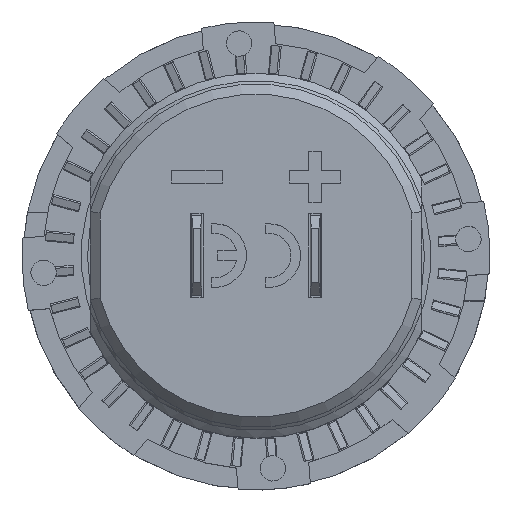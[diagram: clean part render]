
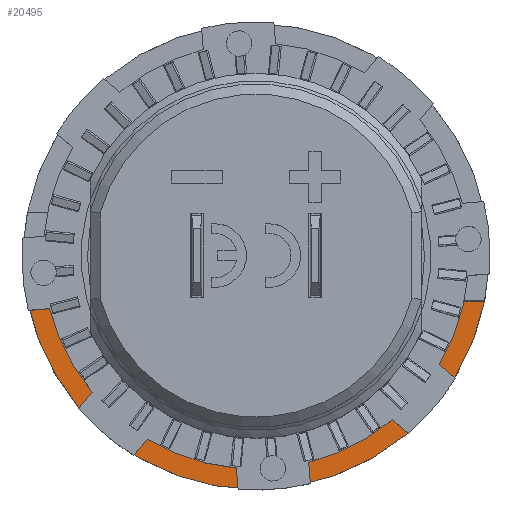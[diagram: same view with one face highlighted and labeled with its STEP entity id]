
A CAD part, top view. The second image highlights one B-rep face of the part: STEP entity #20495.
In plain terms, the highlighted face is planar.
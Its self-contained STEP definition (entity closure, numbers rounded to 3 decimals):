
#778=PLANE('',#22332);
#2320=FACE_OUTER_BOUND('',#3558,.T.);
#3558=EDGE_LOOP('',(#18176,#18177,#18178,#18179));
#5411=LINE('',#34576,#7351);
#5412=LINE('',#34577,#7352);
#7351=VECTOR('',#27136,1000.);
#7352=VECTOR('',#27137,1000.);
#8296=CIRCLE('',#22299,16.55);
#8297=CIRCLE('',#22301,18.3);
#9898=VERTEX_POINT('',#33143);
#9899=VERTEX_POINT('',#33145);
#9900=VERTEX_POINT('',#33149);
#9901=VERTEX_POINT('',#33150);
#12665=EDGE_CURVE('',#9898,#9899,#8296,.T.);
#12667=EDGE_CURVE('',#9900,#9901,#8297,.T.);
#12866=EDGE_CURVE('',#9898,#9901,#5411,.T.);
#12867=EDGE_CURVE('',#9899,#9900,#5412,.T.);
#18176=ORIENTED_EDGE('',*,*,#12866,.T.);
#18177=ORIENTED_EDGE('',*,*,#12667,.F.);
#18178=ORIENTED_EDGE('',*,*,#12867,.F.);
#18179=ORIENTED_EDGE('',*,*,#12665,.F.);
#20495=ADVANCED_FACE('',(#2320),#778,.F.);
#22299=AXIS2_PLACEMENT_3D('',#33146,#26983,#26984);
#22301=AXIS2_PLACEMENT_3D('',#33151,#26988,#26989);
#22332=AXIS2_PLACEMENT_3D('',#34575,#27134,#27135);
#26983=DIRECTION('center_axis',(0.,-1.,0.));
#26984=DIRECTION('ref_axis',(0.,0.,-1.));
#26988=DIRECTION('center_axis',(0.,1.,0.));
#26989=DIRECTION('ref_axis',(0.,0.,1.));
#27134=DIRECTION('center_axis',(0.,1.,0.));
#27135=DIRECTION('ref_axis',(0.,0.,1.));
#27136=DIRECTION('',(-1.,0.,0.));
#27137=DIRECTION('',(1.,0.,0.));
#33143=CARTESIAN_POINT('',(-16.176,0.,-3.5));
#33145=CARTESIAN_POINT('',(16.176,0.,-3.5));
#33146=CARTESIAN_POINT('Origin',(0.,0.,0.));
#33149=CARTESIAN_POINT('',(17.962,0.,-3.5));
#33150=CARTESIAN_POINT('',(-17.962,0.,-3.5));
#33151=CARTESIAN_POINT('Origin',(0.,0.,0.));
#34575=CARTESIAN_POINT('Origin',(0.,0.,0.));
#34576=CARTESIAN_POINT('',(-13.129,0.,-3.5));
#34577=CARTESIAN_POINT('',(13.129,0.,-3.5));
